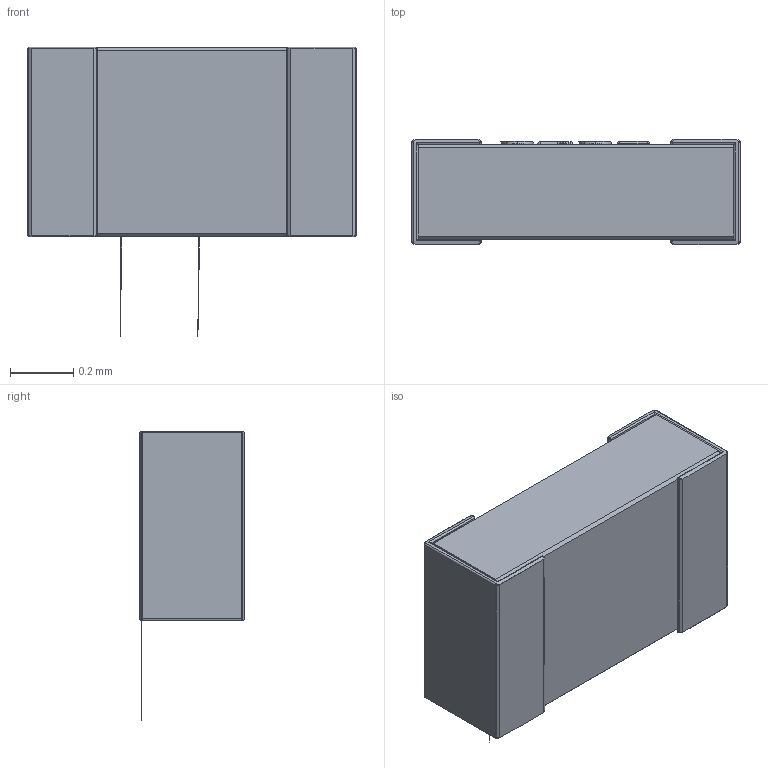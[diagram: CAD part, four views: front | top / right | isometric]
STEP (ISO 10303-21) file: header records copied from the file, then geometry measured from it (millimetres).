
FILE_DESCRIPTION (( 'STEP AP214' ), '1' );
FILE_NAME ('User Library-R-0402.STEP', '2020-08-02T11:32:30', ( '' ), ( '' ), 'SwSTEP 2.0', 'SolidWorks 2020', '' );
FILE_SCHEMA (( 'AUTOMOTIVE_DESIGN' ));
Length unit declared in the file: millimetre
Products named in the file (1): User Library-R-0402
Bounding box: 1.04 x 0.33 x 0.92 mm (x, y, z)
Surface area: 4 mm2 (no closed solid volume)
Topology: 0 solids, 3 shells, 271 faces, 626 edges, 312 vertices
Faces by surface type: cylinder 106, bspline 102, plane 63
Entity records: 11148 total; most frequent: CARTESIAN_POINT 4455, ORIENTED_EDGE 1140, DIRECTION 922, EDGE_CURVE 574, AXIS2_PLACEMENT_3D 323, VERTEX_POINT 312, EDGE_LOOP 278, LINE 276
